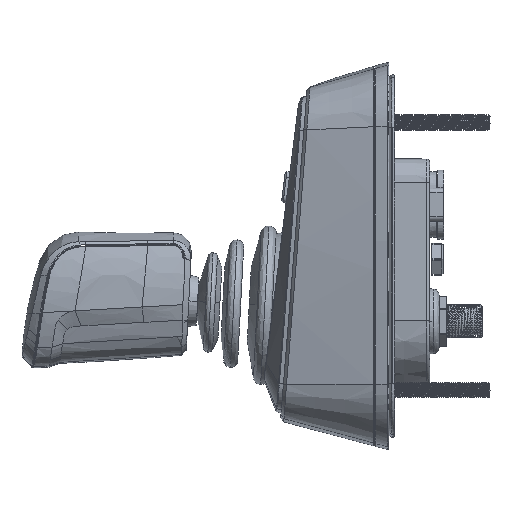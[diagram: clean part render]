
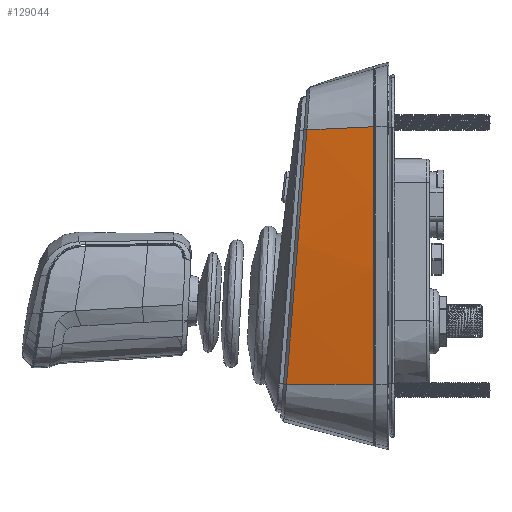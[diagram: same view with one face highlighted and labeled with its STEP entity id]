
A CAD part, left-side view. The second image highlights one B-rep face of the part: STEP entity #129044.
In plain terms, the highlighted conical face has half-angle 14 degrees and reference radius 534.131 mm.
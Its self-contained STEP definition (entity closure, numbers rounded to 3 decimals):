
#1528 = CARTESIAN_POINT ( 'NONE',  ( -38.698, 1.383, 45.608 ) ) ;
#3316 = CARTESIAN_POINT ( 'NONE',  ( -37.784, 7.943, -36.253 ) ) ;
#4512 = EDGE_CURVE ( 'NONE', #20967, #37336, #41280, .T. ) ;
#5408 = B_SPLINE_CURVE_WITH_KNOTS ( 'NONE', 3,
 ( #54090, #94113, #42557, #44577, #54765, #12001 ),
 .UNSPECIFIED., .F., .F.,
 ( 4, 2, 4 ),
 ( 0., 0.041, 0.082 ),
 .UNSPECIFIED. ) ;
#9754 = ORIENTED_EDGE ( 'NONE', *, *, #125047, .T. ) ;
#11811 = EDGE_CURVE ( 'NONE', #37336, #57836, #41216, .T. ) ;
#12001 = CARTESIAN_POINT ( 'NONE',  ( -37.784, 7.943, -36.253 ) ) ;
#12191 = CARTESIAN_POINT ( 'NONE',  ( 488.09, -20.169, 0.003 ) ) ;
#12856 = DIRECTION ( 'NONE',  ( 0., -1., 0. ) ) ;
#14772 = CARTESIAN_POINT ( 'NONE',  ( -38.698, 1.383, 45.608 ) ) ;
#20967 = VERTEX_POINT ( 'NONE', #80625 ) ;
#31569 = CARTESIAN_POINT ( 'NONE',  ( -40.096, -1.303, -36.242 ) ) ;
#32761 = CARTESIAN_POINT ( 'NONE',  ( -40.444, -5.709, 45.937 ) ) ;
#37336 = VERTEX_POINT ( 'NONE', #134018 ) ;
#41216 = B_SPLINE_CURVE_WITH_KNOTS ( 'NONE', 3,
 ( #53144, #103963, #32761, #1528 ),
 .UNSPECIFIED., .F., .F.,
 ( 4, 4 ),
 ( 0., 1. ),
 .UNSPECIFIED. ) ;
#41280 =( BOUNDED_CURVE ( )  B_SPLINE_CURVE ( 3, ( #55193, #96535, #76202, #46315 ),
 .UNSPECIFIED., .F., .T. ) 
 B_SPLINE_CURVE_WITH_KNOTS ( ( 4, 4 ),
 ( 6.14, 6.295 ),
 .UNSPECIFIED. ) 
 CURVE ( )  GEOMETRIC_REPRESENTATION_ITEM ( )  RATIONAL_B_SPLINE_CURVE ( ( 1., 0.998, 0.998, 1. ) ) 
 REPRESENTATION_ITEM ( '' )  );
#42557 = CARTESIAN_POINT ( 'NONE',  ( -39.982, 3.569, 18.317 ) ) ;
#44577 = CARTESIAN_POINT ( 'NONE',  ( -39.677, 5.758, -8.998 ) ) ;
#46315 = CARTESIAN_POINT ( 'NONE',  ( -43.963, -20., 46.602 ) ) ;
#46851 = ORIENTED_EDGE ( 'NONE', *, *, #117338, .T. ) ;
#50651 = CARTESIAN_POINT ( 'NONE',  ( -37.784, 7.943, -36.253 ) ) ;
#50696 = B_SPLINE_CURVE_WITH_KNOTS ( 'NONE', 3,
 ( #50651, #31569, #113648, #103482 ),
 .UNSPECIFIED., .F., .F.,
 ( 4, 4 ),
 ( 0., 1. ),
 .UNSPECIFIED. ) ;
#51375 = ORIENTED_EDGE ( 'NONE', *, *, #11811, .T. ) ;
#53144 = CARTESIAN_POINT ( 'NONE',  ( -43.963, -20., 46.602 ) ) ;
#54090 = CARTESIAN_POINT ( 'NONE',  ( -38.698, 1.383, 45.608 ) ) ;
#54252 = DIRECTION ( 'NONE',  ( 1., 0., 0. ) ) ;
#54765 = CARTESIAN_POINT ( 'NONE',  ( -38.994, 6.853, -22.648 ) ) ;
#55193 = CARTESIAN_POINT ( 'NONE',  ( -44.769, -20., -36.221 ) ) ;
#57685 = ORIENTED_EDGE ( 'NONE', *, *, #4512, .T. ) ;
#57836 = VERTEX_POINT ( 'NONE', #14772 ) ;
#63117 = FACE_OUTER_BOUND ( 'NONE', #100933, .T. ) ;
#67079 = AXIS2_PLACEMENT_3D ( 'NONE', #12191, #12856, #54252 ) ;
#76202 = CARTESIAN_POINT ( 'NONE',  ( -46.376, -20., 19.043 ) ) ;
#80625 = CARTESIAN_POINT ( 'NONE',  ( -44.769, -20., -36.221 ) ) ;
#94113 = CARTESIAN_POINT ( 'NONE',  ( -39.604, 2.475, 31.979 ) ) ;
#96535 = CARTESIAN_POINT ( 'NONE',  ( -46.646, -20., -8.62 ) ) ;
#99660 = VERTEX_POINT ( 'NONE', #3316 ) ;
#100933 = EDGE_LOOP ( 'NONE', ( #51375, #9754, #46851, #57685 ) ) ;
#103482 = CARTESIAN_POINT ( 'NONE',  ( -44.769, -20., -36.221 ) ) ;
#103963 = CARTESIAN_POINT ( 'NONE',  ( -42.199, -12.837, 46.269 ) ) ;
#113648 = CARTESIAN_POINT ( 'NONE',  ( -42.424, -10.617, -36.232 ) ) ;
#117338 = EDGE_CURVE ( 'NONE', #99660, #20967, #50696, .T. ) ;
#118939 = CONICAL_SURFACE ( 'NONE', #67079, 534.131, 0.244 ) ;
#125047 = EDGE_CURVE ( 'NONE', #57836, #99660, #5408, .T. ) ;
#129044 = ADVANCED_FACE ( 'NONE', ( #63117 ), #118939, .T. ) ;
#134018 = CARTESIAN_POINT ( 'NONE',  ( -43.963, -20., 46.602 ) ) ;
